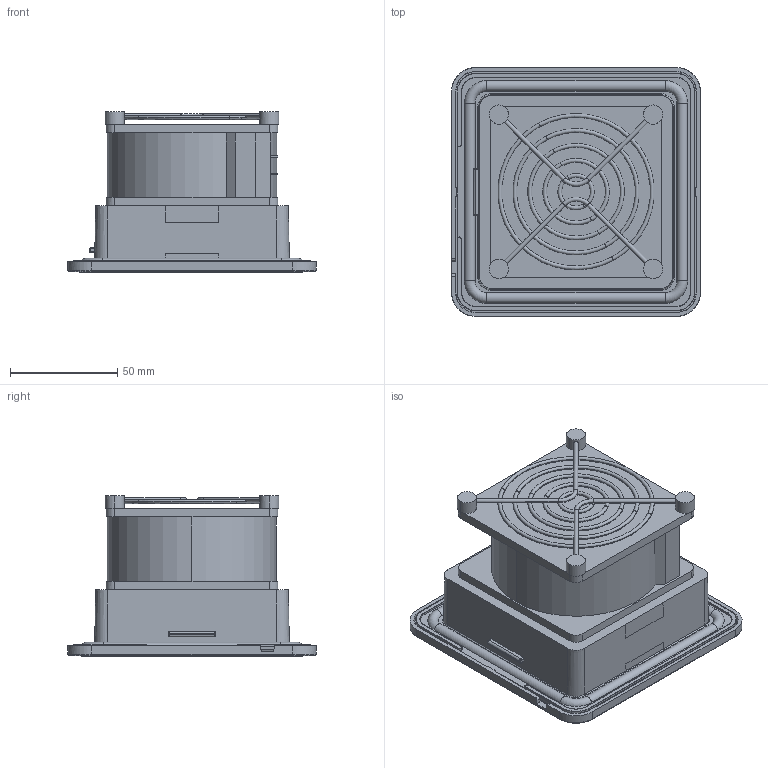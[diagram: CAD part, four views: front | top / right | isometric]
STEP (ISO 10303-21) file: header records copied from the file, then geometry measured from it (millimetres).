
FILE_DESCRIPTION(('CATIA V5 STEP Exchange'),'2;1');
FILE_NAME('Filter10 DEMO.stp','2019-11-09T11:22:09+00:00',('none'),('none'),'CATIA Version 5 Release 20 SP 1 (IN-10)','CATIA V5 STEP AP203','none');
FILE_SCHEMA(('CONFIG_CONTROL_DESIGN'));
Products named in the file (1): FTEC10
Bounding box: 116 x 116 x 75.1 mm (x, y, z)
Volume: 472211.6 mm3; surface area: 61847.6 mm2
Topology: 1 solids, 3 shells, 1462 faces, 4144 edges, 2717 vertices
Faces by surface type: plane 706, bspline 644, cylinder 56, torus 56
Entity records: 54065 total; most frequent: CARTESIAN_POINT 22935, ORIENTED_EDGE 8288, EDGE_CURVE 4144, DIRECTION 3524, VERTEX_POINT 2717, VECTOR 1916, LINE 1916, B_SPLINE_CURVE_WITH_KNOTS 1756
